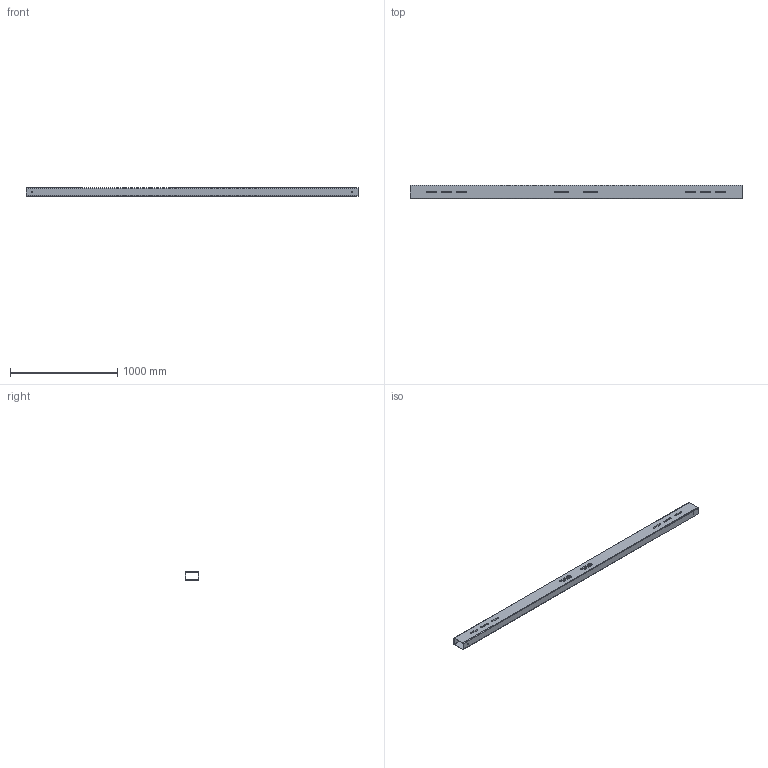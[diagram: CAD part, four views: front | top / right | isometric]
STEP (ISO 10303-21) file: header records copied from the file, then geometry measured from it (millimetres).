
FILE_DESCRIPTION (( 'STEP AP203' ), '1' );
FILE_NAME ('3927-20_REV_.step', '2026-02-22T20:43:47', ( '' ), ( '' ), 'SwSTEP 2.0', 'SolidWorks 2025', '' );
FILE_SCHEMA (( 'CONFIG_CONTROL_DESIGN' ));
Length unit declared in the file: millimetre
Products named in the file (3): 3927-20_REV_; 3927-20-10_Default<As Machined>; 3927-20-15
Assembly tree (5 placements, depth 2):
  3927-20_REV_
    3927-20-10_Default<As Machined>
    3927-20-15  x4
Bounding box: 3100 x 125 x 75 mm (x, y, z)
Volume: 3538073.6 mm3; surface area: 2362788.9 mm2
Topology: 5 solids, 5 shells, 170 faces, 480 edges, 320 vertices
Faces by surface type: cylinder 104, plane 66
Entity records: 5027 total; most frequent: DIRECTION 846, CARTESIAN_POINT 792, ORIENTED_EDGE 780, EDGE_CURVE 390, AXIS2_PLACEMENT_3D 314, VERTEX_POINT 260, LINE 218, VECTOR 218
